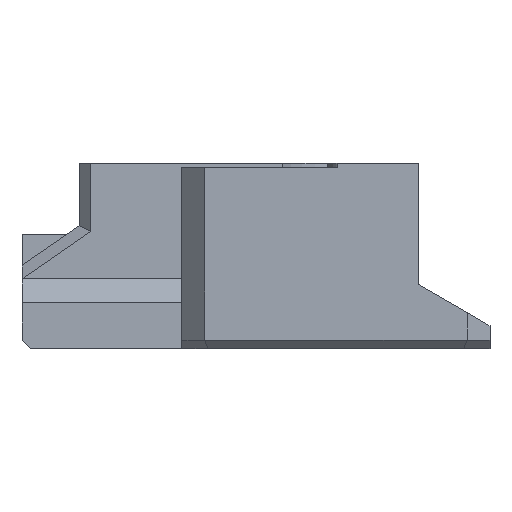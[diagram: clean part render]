
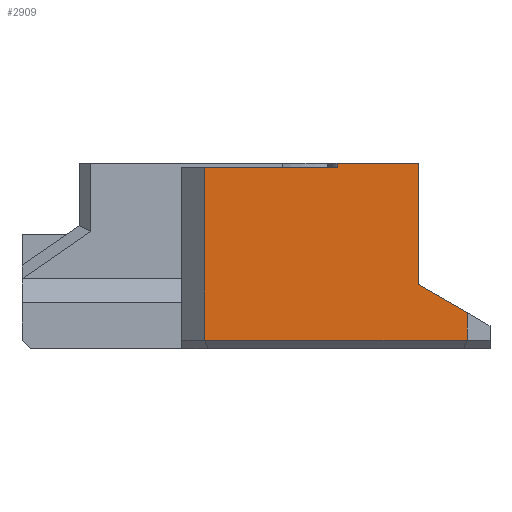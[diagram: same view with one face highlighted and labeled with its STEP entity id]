
A CAD part, front view. The second image highlights one B-rep face of the part: STEP entity #2909.
In plain terms, the highlighted planar face has unit normal (0, -1, 0).
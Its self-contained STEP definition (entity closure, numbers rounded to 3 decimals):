
#179=FACE_OUTER_BOUND('',#343,.T.);
#343=EDGE_LOOP('',(#1962,#1963,#1964,#1965,#1966,#1967,#1968,#1969));
#542=LINE('',#4097,#877);
#559=LINE('',#4130,#894);
#561=LINE('',#4134,#896);
#562=LINE('',#4136,#897);
#563=LINE('',#4138,#898);
#564=LINE('',#4140,#899);
#565=LINE('',#4142,#900);
#566=LINE('',#4143,#901);
#877=VECTOR('',#3334,10.);
#894=VECTOR('',#3359,10.);
#896=VECTOR('',#3363,10.);
#897=VECTOR('',#3364,10.);
#898=VECTOR('',#3365,10.);
#899=VECTOR('',#3366,10.);
#900=VECTOR('',#3367,10.);
#901=VECTOR('',#3368,10.);
#1207=VERTEX_POINT('',#4095);
#1208=VERTEX_POINT('',#4096);
#1220=VERTEX_POINT('',#4129);
#1221=VERTEX_POINT('',#4133);
#1222=VERTEX_POINT('',#4135);
#1223=VERTEX_POINT('',#4137);
#1224=VERTEX_POINT('',#4139);
#1225=VERTEX_POINT('',#4141);
#1494=EDGE_CURVE('',#1207,#1208,#542,.T.);
#1511=EDGE_CURVE('',#1208,#1220,#559,.T.);
#1513=EDGE_CURVE('',#1221,#1207,#561,.T.);
#1514=EDGE_CURVE('',#1222,#1221,#562,.T.);
#1515=EDGE_CURVE('',#1222,#1223,#563,.T.);
#1516=EDGE_CURVE('',#1224,#1223,#564,.T.);
#1517=EDGE_CURVE('',#1224,#1225,#565,.T.);
#1518=EDGE_CURVE('',#1225,#1220,#566,.T.);
#1962=ORIENTED_EDGE('',*,*,#1494,.F.);
#1963=ORIENTED_EDGE('',*,*,#1513,.F.);
#1964=ORIENTED_EDGE('',*,*,#1514,.F.);
#1965=ORIENTED_EDGE('',*,*,#1515,.T.);
#1966=ORIENTED_EDGE('',*,*,#1516,.F.);
#1967=ORIENTED_EDGE('',*,*,#1517,.T.);
#1968=ORIENTED_EDGE('',*,*,#1518,.T.);
#1969=ORIENTED_EDGE('',*,*,#1511,.F.);
#2781=PLANE('',#3096);
#2909=ADVANCED_FACE('',(#179),#2781,.T.);
#3096=AXIS2_PLACEMENT_3D('',#4132,#3361,#3362);
#3334=DIRECTION('',(-1.,0.,0.));
#3359=DIRECTION('',(0.,0.,1.));
#3361=DIRECTION('center_axis',(0.,-1.,0.));
#3362=DIRECTION('ref_axis',(1.,0.,0.));
#3363=DIRECTION('',(0.,0.,-1.));
#3364=DIRECTION('',(0.866,0.,-0.5));
#3365=DIRECTION('',(0.,0.,1.));
#3366=DIRECTION('',(1.,0.,0.));
#3367=DIRECTION('',(0.,0.,-1.));
#3368=DIRECTION('',(-1.,0.,0.));
#4095=CARTESIAN_POINT('',(28.5,-48.,-23.25));
#4096=CARTESIAN_POINT('',(5.5,-48.,-23.25));
#4097=CARTESIAN_POINT('',(-0.25,-48.,-23.25));
#4129=CARTESIAN_POINT('',(5.5,-48.,-8.125));
#4130=CARTESIAN_POINT('',(5.5,-48.,-15.875));
#4132=CARTESIAN_POINT('Origin',(-10.5,-48.,-24.));
#4133=CARTESIAN_POINT('',(28.5,-48.,-20.845));
#4134=CARTESIAN_POINT('',(28.5,-48.,-24.));
#4135=CARTESIAN_POINT('',(24.2,-48.,-18.363));
#4136=CARTESIAN_POINT('',(13.982,-48.,-12.464));
#4137=CARTESIAN_POINT('',(24.2,-48.,-7.75));
#4138=CARTESIAN_POINT('',(24.2,-48.,-15.875));
#4139=CARTESIAN_POINT('',(17.1,-48.,-7.75));
#4140=CARTESIAN_POINT('',(-10.5,-48.,-7.75));
#4141=CARTESIAN_POINT('',(17.1,-48.,-8.125));
#4142=CARTESIAN_POINT('',(17.1,-48.,-15.875));
#4143=CARTESIAN_POINT('',(-0.1,-48.,-8.125));
